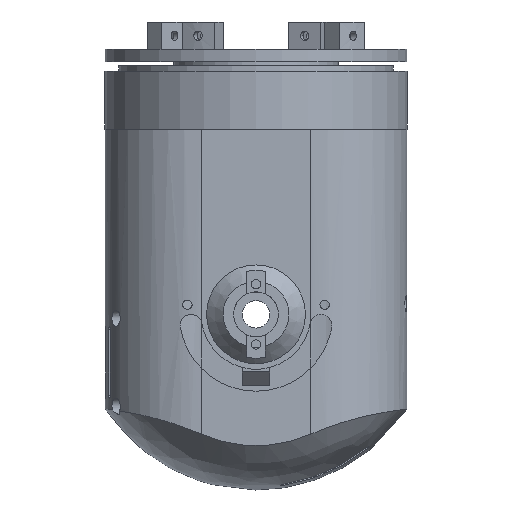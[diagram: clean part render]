
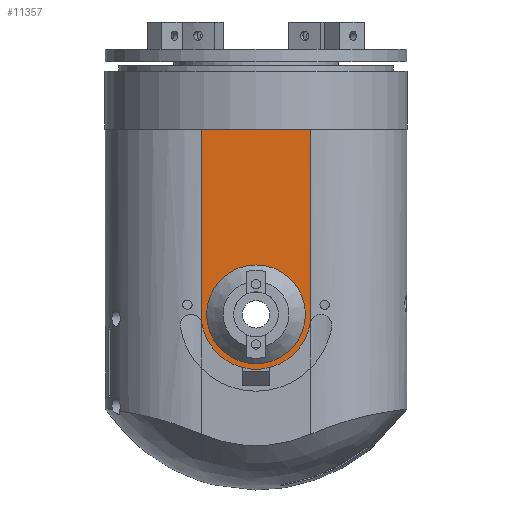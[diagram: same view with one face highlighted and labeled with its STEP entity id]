
A CAD part, front view. The second image highlights one B-rep face of the part: STEP entity #11357.
In plain terms, the highlighted face is planar.
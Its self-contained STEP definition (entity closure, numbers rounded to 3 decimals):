
#881=FACE_BOUND('',#2528,.T.);
#1271=CIRCLE('',#12316,4.);
#1272=CIRCLE('',#12317,20.);
#1273=CIRCLE('',#12318,4.);
#1274=CIRCLE('',#12319,18.);
#1275=CIRCLE('',#12320,18.);
#1821=FACE_OUTER_BOUND('',#2527,.T.);
#2527=EDGE_LOOP('',(#9547,#9548,#9549,#9550,#9551,#9552));
#2528=EDGE_LOOP('',(#9553,#9554));
#3263=LINE('',#24868,#4083);
#3271=LINE('',#25170,#4091);
#3280=LINE('',#25905,#4100);
#4083=VECTOR('',#14305,1.);
#4091=VECTOR('',#14345,1.);
#4100=VECTOR('',#14362,1.);
#5198=VERTEX_POINT('',#24864);
#5200=VERTEX_POINT('',#24867);
#5222=VERTEX_POINT('',#25151);
#5245=VERTEX_POINT('',#25899);
#5246=VERTEX_POINT('',#25901);
#5247=VERTEX_POINT('',#25903);
#5248=VERTEX_POINT('',#25906);
#5249=VERTEX_POINT('',#25907);
#6711=EDGE_CURVE('',#5198,#5200,#3263,.T.);
#6739=EDGE_CURVE('',#5198,#5222,#3271,.T.);
#6762=EDGE_CURVE('',#5245,#5222,#1271,.T.);
#6763=EDGE_CURVE('',#5245,#5246,#1272,.T.);
#6764=EDGE_CURVE('',#5247,#5246,#1273,.T.);
#6765=EDGE_CURVE('',#5200,#5247,#3280,.T.);
#6766=EDGE_CURVE('',#5248,#5249,#1274,.T.);
#6767=EDGE_CURVE('',#5249,#5248,#1275,.T.);
#9547=ORIENTED_EDGE('',*,*,#6711,.F.);
#9548=ORIENTED_EDGE('',*,*,#6739,.T.);
#9549=ORIENTED_EDGE('',*,*,#6762,.F.);
#9550=ORIENTED_EDGE('',*,*,#6763,.T.);
#9551=ORIENTED_EDGE('',*,*,#6764,.F.);
#9552=ORIENTED_EDGE('',*,*,#6765,.F.);
#9553=ORIENTED_EDGE('',*,*,#6766,.T.);
#9554=ORIENTED_EDGE('',*,*,#6767,.T.);
#10855=PLANE('',#12315);
#11357=ADVANCED_FACE('',(#1821,#881),#10855,.T.);
#12315=AXIS2_PLACEMENT_3D('',#25898,#14354,#14355);
#12316=AXIS2_PLACEMENT_3D('',#25900,#14356,#14357);
#12317=AXIS2_PLACEMENT_3D('',#25902,#14358,#14359);
#12318=AXIS2_PLACEMENT_3D('',#25904,#14360,#14361);
#12319=AXIS2_PLACEMENT_3D('',#25908,#14363,#14364);
#12320=AXIS2_PLACEMENT_3D('',#25909,#14365,#14366);
#14305=DIRECTION('',(1.,0.,0.));
#14345=DIRECTION('',(0.,0.,1.));
#14354=DIRECTION('center_axis',(0.,1.,0.));
#14355=DIRECTION('ref_axis',(1.,0.,0.));
#14356=DIRECTION('center_axis',(0.,1.,0.));
#14357=DIRECTION('ref_axis',(-1.,0.,0.));
#14358=DIRECTION('center_axis',(0.,1.,0.));
#14359=DIRECTION('ref_axis',(-1.,0.,0.));
#14360=DIRECTION('center_axis',(0.,1.,0.));
#14361=DIRECTION('ref_axis',(-1.,0.,0.));
#14362=DIRECTION('',(0.,0.,1.));
#14363=DIRECTION('center_axis',(0.,-1.,0.));
#14364=DIRECTION('ref_axis',(0.,0.,1.));
#14365=DIRECTION('center_axis',(0.,-1.,0.));
#14366=DIRECTION('ref_axis',(0.,0.,1.));
#24864=CARTESIAN_POINT('',(-20.,35.,21.));
#24867=CARTESIAN_POINT('',(20.,35.,21.));
#24868=CARTESIAN_POINT('',(-20.,35.,21.));
#25151=CARTESIAN_POINT('',(-20.,35.,90.896));
#25170=CARTESIAN_POINT('',(-20.,35.,21.));
#25898=CARTESIAN_POINT('Origin',(-20.,35.,21.));
#25899=CARTESIAN_POINT('',(-19.72,35.,91.833));
#25900=CARTESIAN_POINT('Origin',(-23.664,35.,92.5));
#25901=CARTESIAN_POINT('',(19.72,35.,91.833));
#25902=CARTESIAN_POINT('Origin',(0.,35.,88.5));
#25903=CARTESIAN_POINT('',(20.,35.,90.896));
#25904=CARTESIAN_POINT('Origin',(23.664,35.,92.5));
#25905=CARTESIAN_POINT('',(20.,35.,21.));
#25906=CARTESIAN_POINT('',(0.,35.,106.5));
#25907=CARTESIAN_POINT('',(0.,35.,70.5));
#25908=CARTESIAN_POINT('Origin',(0.,35.,88.5));
#25909=CARTESIAN_POINT('Origin',(0.,35.,88.5));
